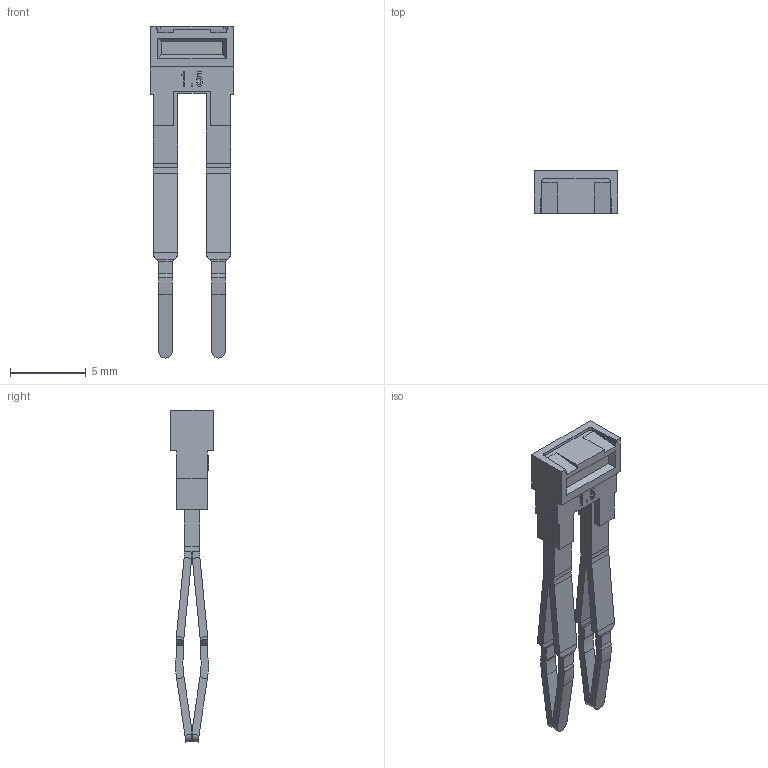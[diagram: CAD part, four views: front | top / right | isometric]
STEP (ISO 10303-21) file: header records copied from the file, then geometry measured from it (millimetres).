
FILE_DESCRIPTION(('CATIA V5R20 STEP214','CAx-IF Rec.Pracs.--- Model Styling and Organization---1.2---2011-12-15'),'2;1');
FILE_NAME ('8496660_2', '2015-12-02T15:28:58+00:00', ('Weidmueller Interface'), ('Weidmueller'), 'CATIA Version 5-6 Release 2014 SP4', 'CATIA V5 STEP AP214', 'none');
FILE_SCHEMA(('AUTOMOTIVE_DESIGN { 1 0 10303 214 1 1 1 1 }'));
Length unit declared in the file: millimetre
Products named in the file (1): 1985530000_ZQV_1-5N_2_BL
Bounding box: 5.5 x 2.8 x 21.9 mm (x, y, z)
Volume: 106.5 mm3; surface area: 360.1 mm2
Topology: 2 solids, 2 shells, 252 faces, 657 edges, 414 vertices
Faces by surface type: plane 210, cylinder 34, bspline 8
Entity records: 7268 total; most frequent: CARTESIAN_POINT 1489, ORIENTED_EDGE 1314, DIRECTION 959, EDGE_CURVE 657, VECTOR 529, LINE 529, VERTEX_POINT 414, EDGE_LOOP 257
